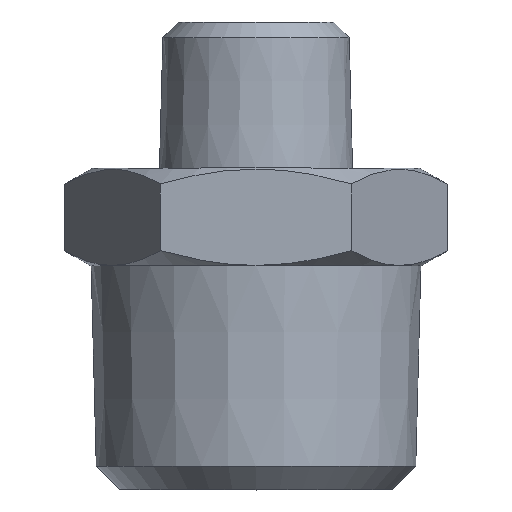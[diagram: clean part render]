
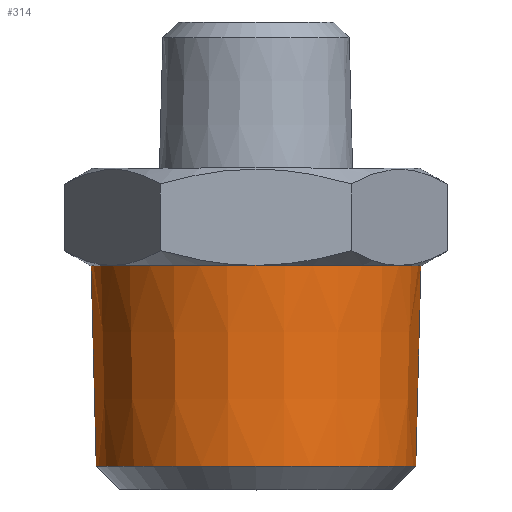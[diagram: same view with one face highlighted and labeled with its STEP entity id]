
A CAD part, top view. The second image highlights one B-rep face of the part: STEP entity #314.
In plain terms, the highlighted conical face has half-angle 1.47 degrees and reference radius 8.462 mm.
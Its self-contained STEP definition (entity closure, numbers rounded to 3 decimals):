
#59 = CARTESIAN_POINT ( 'NONE',  ( -8.198, -10.8, 0. ) ) ;
#217 = VERTEX_POINT ( 'NONE', #59 ) ;
#302 = VERTEX_POINT ( 'NONE', #610 ) ;
#306 = ORIENTED_EDGE ( 'NONE', *, *, #318, .T. ) ;
#307 = EDGE_CURVE ( 'NONE', #302, #336, #611, .T. ) ;
#311 = EDGE_LOOP ( 'NONE', ( #306, #329, #333, #331 ) ) ;
#313 = VERTEX_POINT ( 'NONE', #467 ) ;
#314 = ADVANCED_FACE ( 'NONE', ( #462 ), #496, .T. ) ;
#318 = EDGE_CURVE ( 'NONE', #217, #313, #475, .T. ) ;
#326 = EDGE_CURVE ( 'NONE', #313, #336, #477, .T. ) ;
#329 = ORIENTED_EDGE ( 'NONE', *, *, #326, .T. ) ;
#331 = ORIENTED_EDGE ( 'NONE', *, *, #337, .F. ) ;
#333 = ORIENTED_EDGE ( 'NONE', *, *, #307, .F. ) ;
#336 = VERTEX_POINT ( 'NONE', #544 ) ;
#337 = EDGE_CURVE ( 'NONE', #217, #302, #527, .T. ) ;
#462 = FACE_OUTER_BOUND ( 'NONE', #311, .T. ) ;
#467 = CARTESIAN_POINT ( 'NONE',  ( 8.198, -10.8, 0. ) ) ;
#474 = DIRECTION ( 'NONE',  ( -1., 0., 0. ) ) ;
#475 = CIRCLE ( 'NONE', #513, 8.198 ) ;
#476 = CARTESIAN_POINT ( 'NONE',  ( 8.462, -0.5, 0. ) ) ;
#477 = LINE ( 'NONE', #476, #495 ) ;
#481 = DIRECTION ( 'NONE',  ( 0., 1., 0. ) ) ;
#484 = AXIS2_PLACEMENT_3D ( 'NONE', #491, #504, #487 ) ;
#487 = DIRECTION ( 'NONE',  ( -1., 0., 0. ) ) ;
#489 = CARTESIAN_POINT ( 'NONE',  ( 0., -10.8, 0. ) ) ;
#491 = CARTESIAN_POINT ( 'NONE',  ( 0., -0.5, 0. ) ) ;
#494 = DIRECTION ( 'NONE',  ( 0.026, 1., 0. ) ) ;
#495 = VECTOR ( 'NONE', #494, 1000. ) ;
#496 = CONICAL_SURFACE ( 'NONE', #484, 8.462, 0.026 ) ;
#504 = DIRECTION ( 'NONE',  ( 0., 1., 0. ) ) ;
#513 = AXIS2_PLACEMENT_3D ( 'NONE', #489, #481, #474 ) ;
#522 = VECTOR ( 'NONE', #554, 1000. ) ;
#527 = LINE ( 'NONE', #539, #522 ) ;
#539 = CARTESIAN_POINT ( 'NONE',  ( -8.462, -0.5, 0. ) ) ;
#544 = CARTESIAN_POINT ( 'NONE',  ( 8.462, -0.5, 0. ) ) ;
#554 = DIRECTION ( 'NONE',  ( -0.026, 1., 0. ) ) ;
#610 = CARTESIAN_POINT ( 'NONE',  ( -8.462, -0.5, 0. ) ) ;
#611 = CIRCLE ( 'NONE', #622, 8.462 ) ;
#619 = DIRECTION ( 'NONE',  ( -1., 0., 0. ) ) ;
#620 = DIRECTION ( 'NONE',  ( 0., 1., 0. ) ) ;
#621 = CARTESIAN_POINT ( 'NONE',  ( 0., -0.5, 0. ) ) ;
#622 = AXIS2_PLACEMENT_3D ( 'NONE', #621, #620, #619 ) ;
